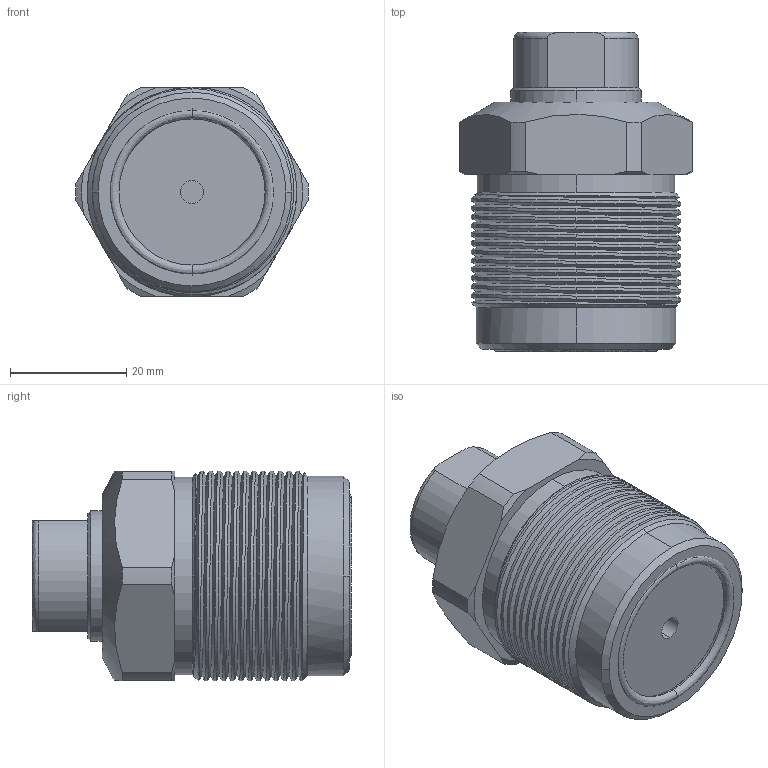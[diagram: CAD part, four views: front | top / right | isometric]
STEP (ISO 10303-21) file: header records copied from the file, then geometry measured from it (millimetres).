
FILE_DESCRIPTION (( 'STEP AP214' ), '1' );
FILE_NAME ('CTC-P036A-10.STEP', '2020-10-25T03:32:12', ( 'PC' ), ( '' ), 'SwSTEP 2.0', 'SolidWorks 2016', '' );
FILE_SCHEMA (( 'AUTOMOTIVE_DESIGN' ));
Length unit declared in the file: millimetre
Products named in the file (3): CTC-P036A-10; AS568-022
Assembly tree (2 placements, depth 2):
  CTC-P036A-10
    AS568-022
    CTC-P036A-10
Bounding box: 39.99 x 54.88 x 36 mm (x, y, z)
Volume: 45047 mm3; surface area: 9919.4 mm2
Topology: 2 solids, 2 shells, 90 faces, 234 edges, 150 vertices
Faces by surface type: cylinder 46, cone 19, plane 16, bspline 9
Entity records: 6210 total; most frequent: CARTESIAN_POINT 4102, ORIENTED_EDGE 464, DIRECTION 387, EDGE_CURVE 232, AXIS2_PLACEMENT_3D 156, VERTEX_POINT 150, EDGE_LOOP 96, FACE_OUTER_BOUND 90
